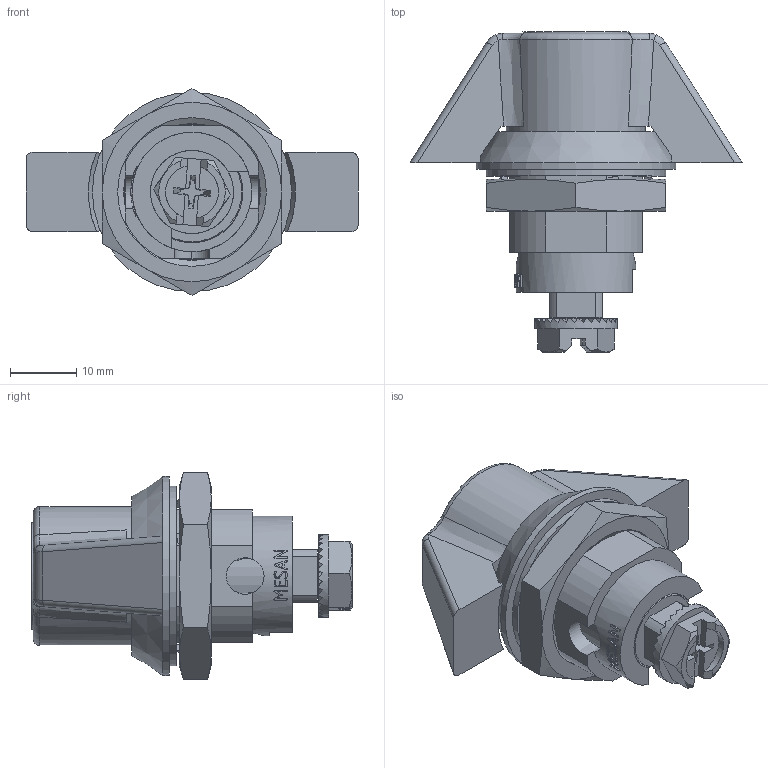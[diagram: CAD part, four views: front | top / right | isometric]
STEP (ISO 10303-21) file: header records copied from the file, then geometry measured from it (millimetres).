
FILE_DESCRIPTION(('STEP AP203'),'1');
FILE_NAME('065.1.1.00.00.step','2017-07-19T11:19:27',(' '),(' '),'Spatial InterOp 3D',' ',' ');
FILE_SCHEMA(('CONFIG_CONTROL_DESIGN'));
Length unit declared in the file: millimetre
Products named in the file (6): 1; 2; 3; 4; 5; 6
Bounding box: 50 x 48.2 x 31.18 mm (x, y, z)
Volume: 17232.8 mm3; surface area: 14302.1 mm2
Topology: 6 solids, 6 shells, 477 faces, 1307 edges, 856 vertices
Faces by surface type: plane 338, cylinder 75, cone 27, bspline 24, extrusion 11, torus 2
Full cylindrical faces by diameter (mm): 2 x1, 4 x1, 5 x1, 5.1 x3, 6 x1, 8.3 x2, 8.5 x1, 11.7 x1, 12.2 x1, 12.5 x1, 15 x1, 15.3 x1, 16 x1, 16.1 x1, 16.8 x1, 17.6 x1, 18 x1, 20.6 x1, 21 x1, 21.5 x1, 27 x1, 30 x1
Entity records: 17630 total; most frequent: CARTESIAN_POINT 5587, ORIENTED_EDGE 2492, DIRECTION 2358, EDGE_CURVE 1246, VERTEX_POINT 830, AXIS2_PLACEMENT_3D 802, VECTOR 754, LINE 743
